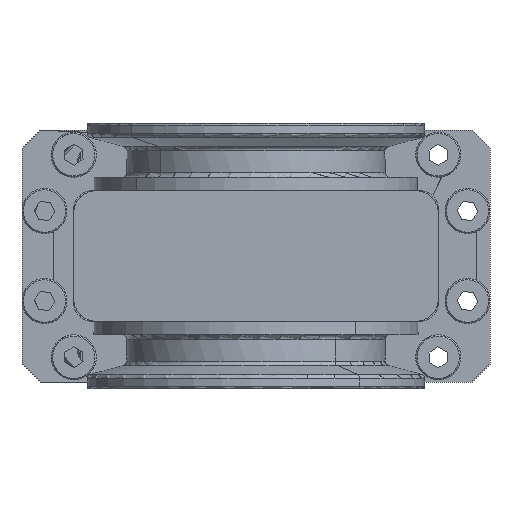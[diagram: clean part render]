
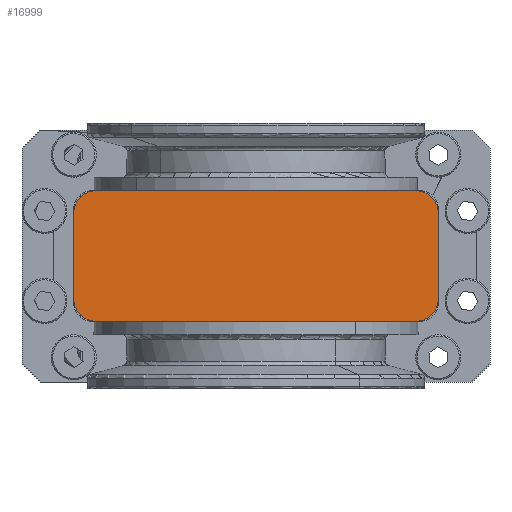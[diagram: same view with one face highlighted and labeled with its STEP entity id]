
A CAD part, front view. The second image highlights one B-rep face of the part: STEP entity #16999.
In plain terms, the highlighted planar face has unit normal (0, -1, 0).
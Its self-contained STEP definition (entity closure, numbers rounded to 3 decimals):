
#66 = CARTESIAN_POINT ( 'NONE',  ( 40.37, -155., -10.809 ) ) ;
#202 = CARTESIAN_POINT ( 'NONE',  ( -40.5, -155., -9.5 ) ) ;
#960 = ORIENTED_EDGE ( 'NONE', *, *, #15788, .F. ) ;
#1081 = B_SPLINE_CURVE_WITH_KNOTS ( 'NONE', 3,
 ( #1629, #10450, #16958, #22004 ),
 .UNSPECIFIED., .F., .F.,
 ( 4, 4 ),
 ( 0., 1. ),
 .UNSPECIFIED. ) ;
#1176 = PLANE ( 'NONE',  #13093 ) ;
#1288 = CARTESIAN_POINT ( 'NONE',  ( -35.5, -155., -9.5 ) ) ;
#1464 = CARTESIAN_POINT ( 'NONE',  ( -40.5, -155., -9.5 ) ) ;
#1629 = CARTESIAN_POINT ( 'NONE',  ( -40.5, -155., -9.5 ) ) ;
#1671 = CARTESIAN_POINT ( 'NONE',  ( -40.37, -155., 10.809 ) ) ;
#1772 = CARTESIAN_POINT ( 'NONE',  ( -35.5, -155., -14.5 ) ) ;
#1778 = CARTESIAN_POINT ( 'NONE',  ( 40.5, -155., 9.5 ) ) ;
#1883 = B_SPLINE_CURVE_WITH_KNOTS ( 'NONE', 3,
 ( #1772, #11731, #16997, #8495, #17210, #15316, #16885, #11954, #10276, #202 ),
 .UNSPECIFIED., .F., .F.,
 ( 4, 2, 2, 2, 4 ),
 ( 0., 0.25, 0.5, 0.75, 1. ),
 .UNSPECIFIED. ) ;
#2333 = CARTESIAN_POINT ( 'NONE',  ( 40.5, -155., 9.5 ) ) ;
#2357 = CARTESIAN_POINT ( 'NONE',  ( -11.833, -155., 14.5 ) ) ;
#2544 = CARTESIAN_POINT ( 'NONE',  ( 38.018, -155., 13.869 ) ) ;
#2659 = CARTESIAN_POINT ( 'NONE',  ( 40.5, -155., 9.5 ) ) ;
#2984 = CARTESIAN_POINT ( 'NONE',  ( 38.573, -155., 13.498 ) ) ;
#3375 = EDGE_CURVE ( 'NONE', #4439, #15045, #7185, .T. ) ;
#3972 = ORIENTED_EDGE ( 'NONE', *, *, #15617, .F. ) ;
#4179 = ORIENTED_EDGE ( 'NONE', *, *, #18782, .F. ) ;
#4262 = ORIENTED_EDGE ( 'NONE', *, *, #20870, .F. ) ;
#4439 = VERTEX_POINT ( 'NONE', #2333 ) ;
#4565 = CARTESIAN_POINT ( 'NONE',  ( 35.5, -155., 14.5 ) ) ;
#4593 = CARTESIAN_POINT ( 'NONE',  ( -39.498, -155., 12.573 ) ) ;
#5224 = CARTESIAN_POINT ( 'NONE',  ( 40.5, -155., -10.154 ) ) ;
#5256 = CARTESIAN_POINT ( 'NONE',  ( 40.5, -155., -3.167 ) ) ;
#5829 = EDGE_LOOP ( 'NONE', ( #6049, #17244, #21398, #960, #4179, #4262, #9501, #3972 ) ) ;
#6049 = ORIENTED_EDGE ( 'NONE', *, *, #6067, .F. ) ;
#6067 = EDGE_CURVE ( 'NONE', #11077, #14617, #13782, .T. ) ;
#6406 = B_SPLINE_CURVE_WITH_KNOTS ( 'NONE', 3,
 ( #4565, #21583, #13062, #2544, #2984, #9695, #11390, #12728, #17995, #2659 ),
 .UNSPECIFIED., .F., .F.,
 ( 4, 2, 2, 2, 4 ),
 ( 0., 0.25, 0.5, 0.75, 1. ),
 .UNSPECIFIED. ) ;
#6683 = CARTESIAN_POINT ( 'NONE',  ( 38.573, -155., -13.498 ) ) ;
#6794 = CARTESIAN_POINT ( 'NONE',  ( 38.018, -155., -13.869 ) ) ;
#7104 = CARTESIAN_POINT ( 'NONE',  ( -11.833, -155., -14.5 ) ) ;
#7185 = B_SPLINE_CURVE_WITH_KNOTS ( 'NONE', 3,
 ( #1778, #19238, #5256, #15769 ),
 .UNSPECIFIED., .F., .F.,
 ( 4, 4 ),
 ( 0., 1. ),
 .UNSPECIFIED. ) ;
#7613 = CARTESIAN_POINT ( 'NONE',  ( 11.833, -155., 14.5 ) ) ;
#8495 = CARTESIAN_POINT ( 'NONE',  ( -38.018, -155., -13.869 ) ) ;
#9501 = ORIENTED_EDGE ( 'NONE', *, *, #20449, .F. ) ;
#9695 = CARTESIAN_POINT ( 'NONE',  ( 39.498, -155., 12.573 ) ) ;
#9786 = DIRECTION ( 'NONE',  ( 0., 1., 0. ) ) ;
#9838 = CARTESIAN_POINT ( 'NONE',  ( -38.573, -155., 13.498 ) ) ;
#10276 = CARTESIAN_POINT ( 'NONE',  ( -40.5, -155., -10.154 ) ) ;
#10450 = CARTESIAN_POINT ( 'NONE',  ( -40.5, -155., -3.167 ) ) ;
#11077 = VERTEX_POINT ( 'NONE', #17680 ) ;
#11109 = VERTEX_POINT ( 'NONE', #16121 ) ;
#11390 = CARTESIAN_POINT ( 'NONE',  ( 39.869, -155., 12.018 ) ) ;
#11418 = CARTESIAN_POINT ( 'NONE',  ( -38.018, -155., 13.869 ) ) ;
#11524 = CARTESIAN_POINT ( 'NONE',  ( -35.5, -155., 14.5 ) ) ;
#11603 = CARTESIAN_POINT ( 'NONE',  ( 39.498, -155., -12.573 ) ) ;
#11728 = VERTEX_POINT ( 'NONE', #1464 ) ;
#11731 = CARTESIAN_POINT ( 'NONE',  ( -36.154, -155., -14.5 ) ) ;
#11954 = CARTESIAN_POINT ( 'NONE',  ( -40.37, -155., -10.809 ) ) ;
#11956 = CARTESIAN_POINT ( 'NONE',  ( -40.5, -155., 9.5 ) ) ;
#12295 = B_SPLINE_CURVE_WITH_KNOTS ( 'NONE', 3,
 ( #18569, #22048, #1671, #14764, #4593, #9838, #11418, #18243, #16558, #11524 ),
 .UNSPECIFIED., .F., .F.,
 ( 4, 2, 2, 2, 4 ),
 ( 0., 0.25, 0.5, 0.75, 1. ),
 .UNSPECIFIED. ) ;
#12728 = CARTESIAN_POINT ( 'NONE',  ( 40.37, -155., 10.809 ) ) ;
#13015 = CARTESIAN_POINT ( 'NONE',  ( -35.5, -155., 14.5 ) ) ;
#13062 = CARTESIAN_POINT ( 'NONE',  ( 36.809, -155., 14.37 ) ) ;
#13093 = AXIS2_PLACEMENT_3D ( 'NONE', #1288, #9786, #21235 ) ;
#13615 = CARTESIAN_POINT ( 'NONE',  ( 36.154, -155., -14.5 ) ) ;
#13725 = CARTESIAN_POINT ( 'NONE',  ( 40.5, -155., -9.5 ) ) ;
#13782 = B_SPLINE_CURVE_WITH_KNOTS ( 'NONE', 3,
 ( #14037, #19198, #7104, #20769 ),
 .UNSPECIFIED., .F., .F.,
 ( 4, 4 ),
 ( 0., 1. ),
 .UNSPECIFIED. ) ;
#14037 = CARTESIAN_POINT ( 'NONE',  ( 35.5, -155., -14.5 ) ) ;
#14617 = VERTEX_POINT ( 'NONE', #20847 ) ;
#14719 = FACE_OUTER_BOUND ( 'NONE', #5829, .T. ) ;
#14764 = CARTESIAN_POINT ( 'NONE',  ( -39.869, -155., 12.018 ) ) ;
#15045 = VERTEX_POINT ( 'NONE', #17674 ) ;
#15316 = CARTESIAN_POINT ( 'NONE',  ( -39.498, -155., -12.573 ) ) ;
#15486 = B_SPLINE_CURVE_WITH_KNOTS ( 'NONE', 3,
 ( #13725, #5224, #66, #18769, #11603, #6683, #6794, #18886, #13615, #20451 ),
 .UNSPECIFIED., .F., .F.,
 ( 4, 2, 2, 2, 4 ),
 ( 0., 0.25, 0.5, 0.75, 1. ),
 .UNSPECIFIED. ) ;
#15617 = EDGE_CURVE ( 'NONE', #14617, #11728, #1883, .T. ) ;
#15769 = CARTESIAN_POINT ( 'NONE',  ( 40.5, -155., -9.5 ) ) ;
#15788 = EDGE_CURVE ( 'NONE', #11109, #4439, #6406, .T. ) ;
#15923 = EDGE_CURVE ( 'NONE', #15045, #11077, #15486, .T. ) ;
#16121 = CARTESIAN_POINT ( 'NONE',  ( 35.5, -155., 14.5 ) ) ;
#16131 = CARTESIAN_POINT ( 'NONE',  ( -35.5, -155., 14.5 ) ) ;
#16558 = CARTESIAN_POINT ( 'NONE',  ( -36.154, -155., 14.5 ) ) ;
#16885 = CARTESIAN_POINT ( 'NONE',  ( -39.869, -155., -12.018 ) ) ;
#16958 = CARTESIAN_POINT ( 'NONE',  ( -40.5, -155., 3.167 ) ) ;
#16997 = CARTESIAN_POINT ( 'NONE',  ( -36.809, -155., -14.37 ) ) ;
#16999 = ADVANCED_FACE ( 'NONE', ( #14719 ), #1176, .F. ) ;
#17210 = CARTESIAN_POINT ( 'NONE',  ( -38.573, -155., -13.498 ) ) ;
#17244 = ORIENTED_EDGE ( 'NONE', *, *, #15923, .F. ) ;
#17674 = CARTESIAN_POINT ( 'NONE',  ( 40.5, -155., -9.5 ) ) ;
#17680 = CARTESIAN_POINT ( 'NONE',  ( 35.5, -155., -14.5 ) ) ;
#17995 = CARTESIAN_POINT ( 'NONE',  ( 40.5, -155., 10.154 ) ) ;
#18243 = CARTESIAN_POINT ( 'NONE',  ( -36.809, -155., 14.37 ) ) ;
#18569 = CARTESIAN_POINT ( 'NONE',  ( -40.5, -155., 9.5 ) ) ;
#18769 = CARTESIAN_POINT ( 'NONE',  ( 39.869, -155., -12.018 ) ) ;
#18782 = EDGE_CURVE ( 'NONE', #21668, #11109, #20410, .T. ) ;
#18886 = CARTESIAN_POINT ( 'NONE',  ( 36.809, -155., -14.37 ) ) ;
#19198 = CARTESIAN_POINT ( 'NONE',  ( 11.833, -155., -14.5 ) ) ;
#19238 = CARTESIAN_POINT ( 'NONE',  ( 40.5, -155., 3.167 ) ) ;
#19600 = CARTESIAN_POINT ( 'NONE',  ( 35.5, -155., 14.5 ) ) ;
#20410 = B_SPLINE_CURVE_WITH_KNOTS ( 'NONE', 3,
 ( #16131, #2357, #7613, #19600 ),
 .UNSPECIFIED., .F., .F.,
 ( 4, 4 ),
 ( 0., 1. ),
 .UNSPECIFIED. ) ;
#20449 = EDGE_CURVE ( 'NONE', #11728, #21016, #1081, .T. ) ;
#20451 = CARTESIAN_POINT ( 'NONE',  ( 35.5, -155., -14.5 ) ) ;
#20769 = CARTESIAN_POINT ( 'NONE',  ( -35.5, -155., -14.5 ) ) ;
#20847 = CARTESIAN_POINT ( 'NONE',  ( -35.5, -155., -14.5 ) ) ;
#20870 = EDGE_CURVE ( 'NONE', #21016, #21668, #12295, .T. ) ;
#21016 = VERTEX_POINT ( 'NONE', #11956 ) ;
#21235 = DIRECTION ( 'NONE',  ( 1., 0., 0. ) ) ;
#21398 = ORIENTED_EDGE ( 'NONE', *, *, #3375, .F. ) ;
#21583 = CARTESIAN_POINT ( 'NONE',  ( 36.154, -155., 14.5 ) ) ;
#21668 = VERTEX_POINT ( 'NONE', #13015 ) ;
#22004 = CARTESIAN_POINT ( 'NONE',  ( -40.5, -155., 9.5 ) ) ;
#22048 = CARTESIAN_POINT ( 'NONE',  ( -40.5, -155., 10.154 ) ) ;
